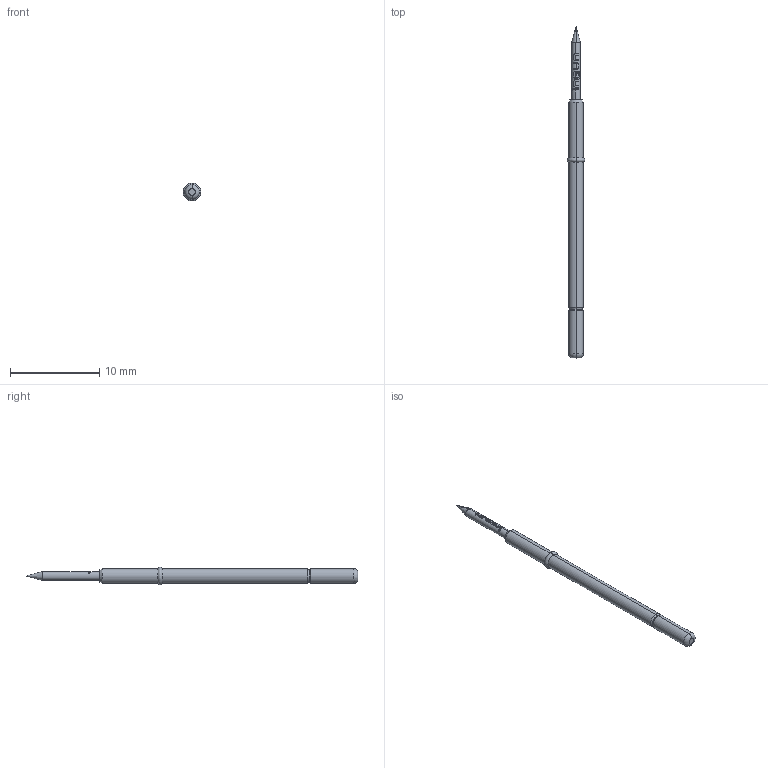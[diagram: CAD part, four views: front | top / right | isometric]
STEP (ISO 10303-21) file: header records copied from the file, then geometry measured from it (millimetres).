
FILE_DESCRIPTION (( 'STEP AP203' ), '1' );
FILE_NAME ('INGUN_GKS-112_201_100_R_xx07.STEP', '2020-07-23T06:56:47', ( '' ), ( '' ), 'SwSTEP 2.0', 'SolidWorks 2018', '' );
FILE_SCHEMA (( 'CONFIG_CONTROL_DESIGN' ));
Length unit declared in the file: millimetre
Products named in the file (1): INGUN_GKS-112_201_100_R_xx07
Bounding box: 2 x 37.3 x 2 mm (x, y, z)
Volume: 35.5 mm3; surface area: 334.3 mm2
Topology: 2 solids, 2 shells, 119 faces, 307 edges, 190 vertices
Faces by surface type: bspline 61, cylinder 26, torus 20, cone 8, plane 4
Entity records: 4720 total; most frequent: CARTESIAN_POINT 2314, ORIENTED_EDGE 606, EDGE_CURVE 303, DIRECTION 283, B_SPLINE_CURVE_WITH_KNOTS 204, VERTEX_POINT 190, AXIS2_PLACEMENT_3D 125, EDGE_LOOP 121
